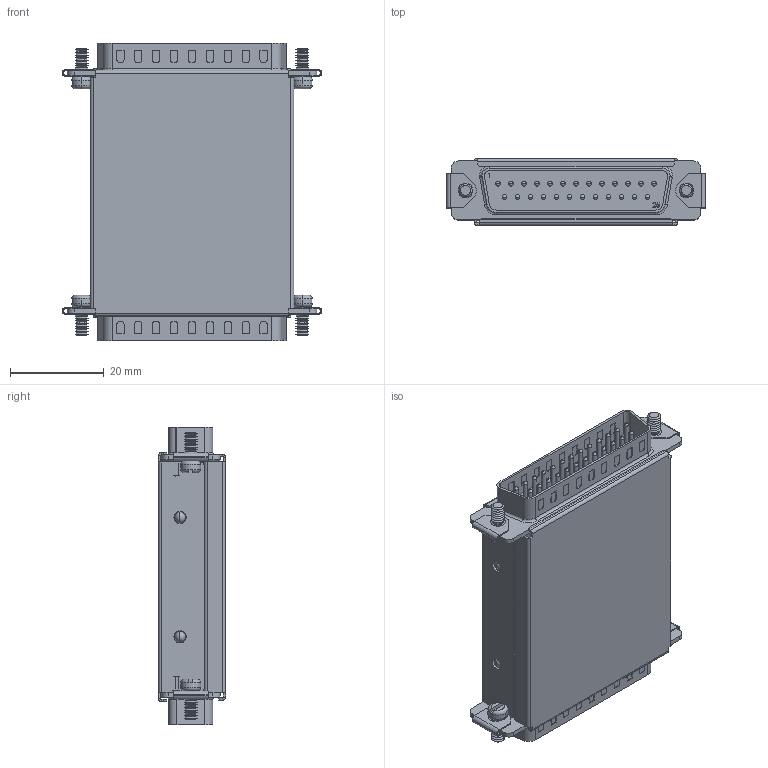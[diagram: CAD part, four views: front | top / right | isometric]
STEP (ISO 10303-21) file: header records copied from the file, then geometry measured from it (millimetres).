
FILE_DESCRIPTION (( 'STEP AP214' ), '1' );
FILE_NAME ('DIYS-M_3D.STEP', '2020-11-13T17:00:36', ( '' ), ( '' ), 'SwSTEP 2.0', 'SolidWorks 2018', '' );
FILE_SCHEMA (( 'AUTOMOTIVE_DESIGN' ));
Length unit declared in the file: inch
Products named in the file (6): DIY-MA2; DHS25-MA6; SD25P; DIY-MA1; DIYS-M_3D; DHS25-MA4
Assembly tree (12 placements, depth 2):
  DIYS-M_3D
    DIY-MA1
    DIY-MA2
    SD25P  x2
    DHS25-MA4  x4
    DHS25-MA6  x4
Bounding box: 55.17 x 14.27 x 63.35 mm (x, y, z)
Volume: 10477.6 mm3; surface area: 22003 mm2
Topology: 12 solids, 12 shells, 1936 faces, 4788 edges, 2964 vertices
Faces by surface type: plane 918, cylinder 680, cone 136, sphere 106, torus 60, bspline 36
Entity records: 33953 total; most frequent: CARTESIAN_POINT 5868, DIRECTION 5075, ORIENTED_EDGE 4636, EDGE_CURVE 2318, AXIS2_PLACEMENT_3D 1820, VERTEX_POINT 1445, LINE 1435, VECTOR 1435
